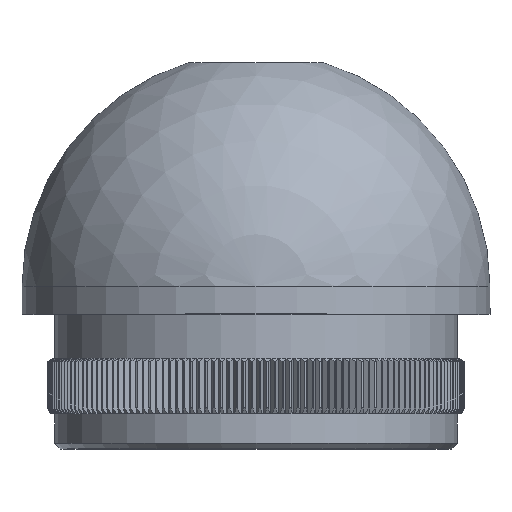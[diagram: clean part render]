
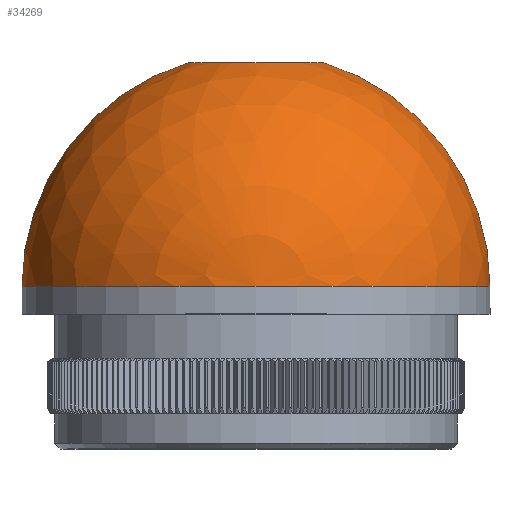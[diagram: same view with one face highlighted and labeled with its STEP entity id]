
A CAD part, top view. The second image highlights one B-rep face of the part: STEP entity #34269.
In plain terms, the highlighted spherical face has radius 21.2 mm.
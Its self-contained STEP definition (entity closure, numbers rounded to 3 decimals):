
#472 = CIRCLE ( 'NONE', #13171, 21.2 ) ;
#4198 = DIRECTION ( 'NONE',  ( 0., 0., -1. ) ) ;
#4239 = AXIS2_PLACEMENT_3D ( 'NONE', #30650, #36455, #18642 ) ;
#4242 = ORIENTED_EDGE ( 'NONE', *, *, #5710, .F. ) ;
#4596 = VERTEX_POINT ( 'NONE', #14410 ) ;
#4767 = DIRECTION ( 'NONE',  ( 1., 0., 0. ) ) ;
#5450 = VERTEX_POINT ( 'NONE', #36144 ) ;
#5710 = EDGE_CURVE ( 'NONE', #5450, #32770, #30912, .T. ) ;
#6026 = VERTEX_POINT ( 'NONE', #37693 ) ;
#8242 = AXIS2_PLACEMENT_3D ( 'NONE', #12974, #4198, #15526 ) ;
#9080 = EDGE_LOOP ( 'NONE', ( #20103, #13094, #26651, #4242 ) ) ;
#10188 = DIRECTION ( 'NONE',  ( 0., -1., 0. ) ) ;
#12383 = AXIS2_PLACEMENT_3D ( 'NONE', #22447, #10188, #4767 ) ;
#12851 = CARTESIAN_POINT ( 'NONE',  ( 0., 14.7, 0. ) ) ;
#12974 = CARTESIAN_POINT ( 'NONE',  ( 0., 14.7, 0. ) ) ;
#13094 = ORIENTED_EDGE ( 'NONE', *, *, #14755, .T. ) ;
#13171 = AXIS2_PLACEMENT_3D ( 'NONE', #12851, #36572, #21487 ) ;
#13786 = EDGE_CURVE ( 'NONE', #6026, #5450, #31474, .T. ) ;
#14043 = AXIS2_PLACEMENT_3D ( 'NONE', #25863, #28211, #25611 ) ;
#14410 = CARTESIAN_POINT ( 'NONE',  ( -21.2, 14.7, 0. ) ) ;
#14755 = EDGE_CURVE ( 'NONE', #6026, #4596, #472, .T. ) ;
#15526 = DIRECTION ( 'NONE',  ( -1., 0., 0. ) ) ;
#18642 = DIRECTION ( 'NONE',  ( 1., 0., 0. ) ) ;
#18676 = CARTESIAN_POINT ( 'NONE',  ( 21.2, 14.7, 0. ) ) ;
#20103 = ORIENTED_EDGE ( 'NONE', *, *, #13786, .F. ) ;
#21487 = DIRECTION ( 'NONE',  ( 1., 0., 0. ) ) ;
#22447 = CARTESIAN_POINT ( 'NONE',  ( 0., 14.7, 0. ) ) ;
#23806 = CIRCLE ( 'NONE', #12383, 21.2 ) ;
#25611 = DIRECTION ( 'NONE',  ( 1., 0., 0. ) ) ;
#25863 = CARTESIAN_POINT ( 'NONE',  ( 0., 14.7, 0. ) ) ;
#26651 = ORIENTED_EDGE ( 'NONE', *, *, #35136, .F. ) ;
#28211 = DIRECTION ( 'NONE',  ( 0., 0., 1. ) ) ;
#30650 = CARTESIAN_POINT ( 'NONE',  ( 0., 35., 0. ) ) ;
#30912 = CIRCLE ( 'NONE', #8242, 21.2 ) ;
#31474 = CIRCLE ( 'NONE', #4239, 6.111 ) ;
#32174 = SPHERICAL_SURFACE ( 'NONE', #14043, 21.2 ) ;
#32770 = VERTEX_POINT ( 'NONE', #18676 ) ;
#34269 = ADVANCED_FACE ( 'NONE', ( #36759 ), #32174, .T. ) ;
#35136 = EDGE_CURVE ( 'NONE', #32770, #4596, #23806, .T. ) ;
#36144 = CARTESIAN_POINT ( 'NONE',  ( 6.111, 35., 0. ) ) ;
#36455 = DIRECTION ( 'NONE',  ( 0., 1., 0. ) ) ;
#36572 = DIRECTION ( 'NONE',  ( 0., 0., 1. ) ) ;
#36759 = FACE_OUTER_BOUND ( 'NONE', #9080, .T. ) ;
#37693 = CARTESIAN_POINT ( 'NONE',  ( -6.111, 35., 0. ) ) ;
